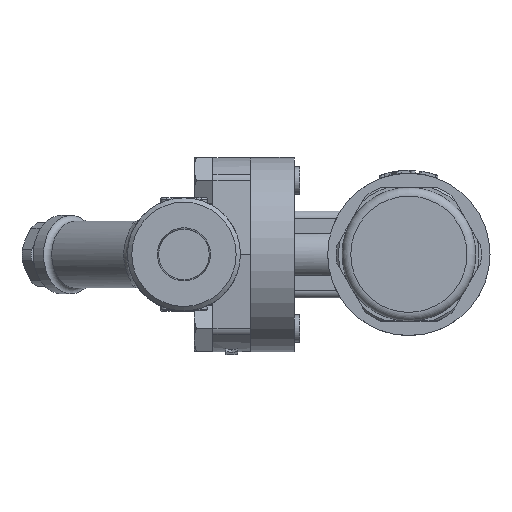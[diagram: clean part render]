
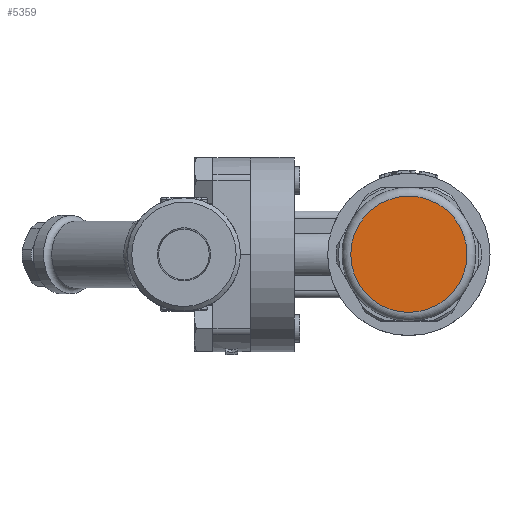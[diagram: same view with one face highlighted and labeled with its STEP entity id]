
A CAD part, top view. The second image highlights one B-rep face of the part: STEP entity #5359.
In plain terms, the highlighted planar face has unit normal (0, 0, 1).
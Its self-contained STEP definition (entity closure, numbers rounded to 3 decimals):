
#410=PLANE('',#5808);
#578=FACE_OUTER_BOUND('',#929,.T.);
#929=EDGE_LOOP('',(#3872,#3873));
#1881=CIRCLE('',#5805,20.05);
#1882=CIRCLE('',#5806,20.05);
#2269=VERTEX_POINT('',#8566);
#2270=VERTEX_POINT('',#8567);
#2864=EDGE_CURVE('',#2269,#2270,#1881,.T.);
#2865=EDGE_CURVE('',#2270,#2269,#1882,.T.);
#3872=ORIENTED_EDGE('',*,*,#2864,.T.);
#3873=ORIENTED_EDGE('',*,*,#2865,.T.);
#5359=ADVANCED_FACE('',(#578),#410,.T.);
#5805=AXIS2_PLACEMENT_3D('',#8568,#6695,#6696);
#5806=AXIS2_PLACEMENT_3D('',#8569,#6697,#6698);
#5808=AXIS2_PLACEMENT_3D('',#8571,#6701,#6702);
#6695=DIRECTION('center_axis',(0.,0.,1.));
#6696=DIRECTION('ref_axis',(1.,0.,0.));
#6697=DIRECTION('center_axis',(0.,0.,1.));
#6698=DIRECTION('ref_axis',(1.,0.,0.));
#6701=DIRECTION('center_axis',(0.,0.,1.));
#6702=DIRECTION('ref_axis',(1.,0.,0.));
#8566=CARTESIAN_POINT('',(97.665,0.,56.501));
#8567=CARTESIAN_POINT('',(57.565,0.,56.501));
#8568=CARTESIAN_POINT('Origin',(77.615,0.,56.501));
#8569=CARTESIAN_POINT('Origin',(77.615,0.,56.501));
#8571=CARTESIAN_POINT('Origin',(87.64,0.,56.501));
